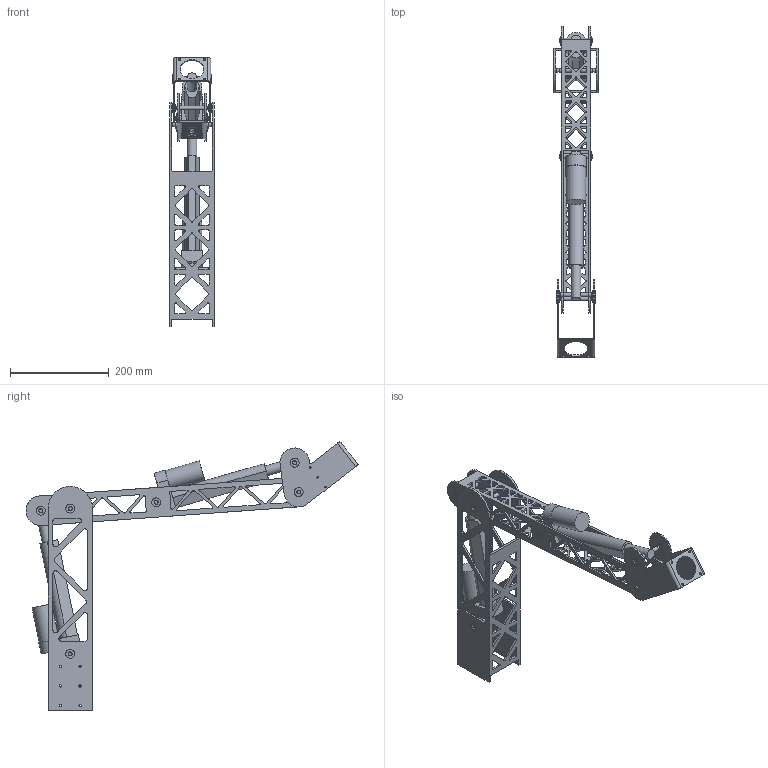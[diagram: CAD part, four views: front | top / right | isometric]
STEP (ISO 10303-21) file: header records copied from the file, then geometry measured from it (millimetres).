
FILE_DESCRIPTION(/* description */ (''),/* implementation_level */ '2;1');
FILE_NAME(/* name */ 'Manipulator_2-5_assembly.step',/* time_stamp */ '2024-05-03T17:06:44+02:00',/* author */ (''),/* organization */ (''),/* preprocessor_version */ 'ST-DEVELOPER v20',/* originating_system */ 'Autodesk Translation Framework v12.20.1.177',/* authorisation */ '');
FILE_SCHEMA (('AUTOMOTIVE_DESIGN { 1 0 10303 214 3 1 1 }'));
Length unit declared in the file: millimetre
Products named in the file (13): Manipulator_2-5_assembly; Perun_2_02_01_czlon2_DB_Domylna; Perun_2_03_00_Czlon3_KC_Domylna; Perun_2_03_01_czlon3_DB_Domylna; Perun_2_03_02_Lozysko_z_flansza_F_688_ZZ_KC_Domyl
na; Perun_2_03_04_dystans_wal1_KC_Domylna; Perun_2_03_05_dystans_silownik2_KC_Domylna; Sirius_2_04_01_czlon3_DK_Domylna; Perun_2_00_01_Silownik_obudowa_KC_Domylna; Perun_2_00_02_Silownik_wal_KC_Domylna; Perun_2_02_02_Lozysko_z_flansza_F_688_ZZ_KC_Domyl
na; Perun_2_04_03_walek_czlon4_KC_Domylna; Perun_2_03_03_walek_czlon3_KC_Domylna
Assembly tree (30 placements, depth 3):
  Manipulator_2-5_assembly
    Perun_2_02_01_czlon2_DB_Domylna
    Perun_2_04_03_walek_czlon4_KC_Domylna  x2
    Perun_2_02_02_Lozysko_z_flansza_F_688_ZZ_KC_Domyl
na  x8
    Perun_2_03_00_Czlon3_KC_Domylna
      Perun_2_03_01_czlon3_DB_Domylna
      Perun_2_03_02_Lozysko_z_flansza_F_688_ZZ_KC_Domyl
na  x4
      Perun_2_03_03_walek_czlon3_KC_Domylna  x2
      Perun_2_03_04_dystans_wal1_KC_Domylna  x2
      Perun_2_03_05_dystans_silownik2_KC_Domylna  x2
    Perun_2_00_01_Silownik_obudowa_KC_Domylna  x2
    Perun_2_00_02_Silownik_wal_KC_Domylna  x2
    Sirius_2_04_01_czlon3_DK_Domylna
    Perun_2_03_03_walek_czlon3_KC_Domylna  x2
Bounding box: 92.2 x 673.98 x 546.27 mm (x, y, z)
Volume: 1325001.6 mm3; surface area: 545083.5 mm2
Topology: 29 solids, 29 shells, 1033 faces, 2747 edges, 1822 vertices
Faces by surface type: plane 514, cylinder 507, cone 12
Full cylindrical faces by diameter (mm): 3.2 x6, 4.3 x4, 4.5 x12, 7.6 x12, 7.998 x6, 8 x44, 8.5 x4, 11 x4, 16 x24, 18 x12, 20 x4, 40 x2, 48 x1
Entity records: 29879 total; most frequent: DIRECTION 5191, CARTESIAN_POINT 5140, ORIENTED_EDGE 4976, EDGE_CURVE 2488, AXIS2_PLACEMENT_3D 1793, VERTEX_POINT 1651, LINE 1605, VECTOR 1605
